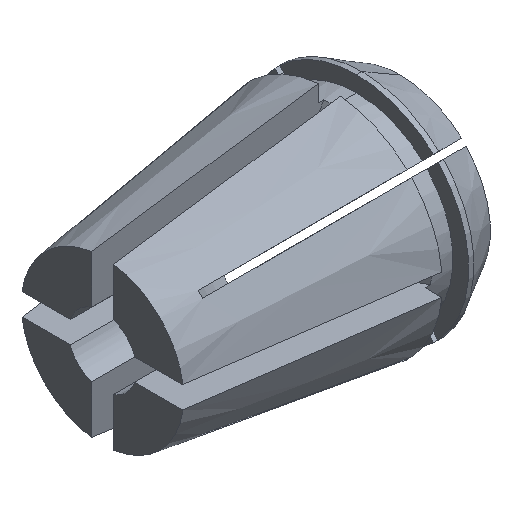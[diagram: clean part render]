
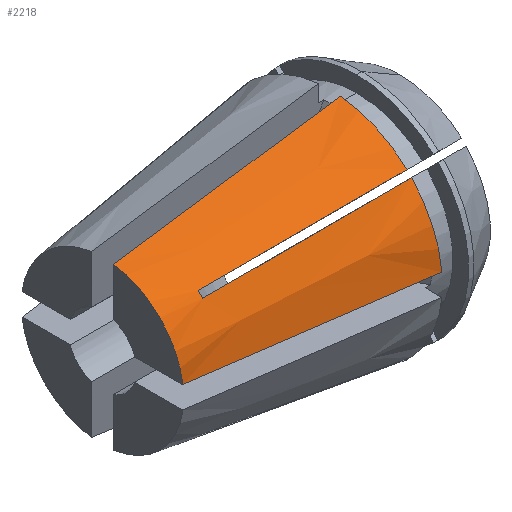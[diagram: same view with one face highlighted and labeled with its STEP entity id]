
A CAD part, isometric view. The second image highlights one B-rep face of the part: STEP entity #2218.
In plain terms, the highlighted conical face has half-angle 8 degrees and reference radius 12.908 mm.
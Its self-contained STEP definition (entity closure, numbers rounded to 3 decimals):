
#63 = CARTESIAN_POINT ( 'NONE',  ( 22.637, -8.534, 9.064 ) ) ;
#97 = CIRCLE ( 'NONE', #2980, 12.908 ) ;
#185 = CIRCLE ( 'NONE', #819, 9.268 ) ;
#239 = CARTESIAN_POINT ( 'NONE',  ( 19.375, -8.74, 8.209 ) ) ;
#240 = B_SPLINE_CURVE_WITH_KNOTS ( 'NONE', 3,
 ( #3196, #2872, #3149, #1581 ),
 .UNSPECIFIED., .F., .F.,
 ( 4, 4 ),
 ( 0.051, 0.077 ),
 .UNSPECIFIED. ) ;
#269 = EDGE_CURVE ( 'NONE', #1666, #2572, #524, .T. ) ;
#280 = EDGE_CURVE ( 'NONE', #345, #3048, #240, .T. ) ;
#299 = CARTESIAN_POINT ( 'NONE',  ( 0., -1.25, 9.183 ) ) ;
#345 = VERTEX_POINT ( 'NONE', #2257 ) ;
#376 = ORIENTED_EDGE ( 'NONE', *, *, #2339, .T. ) ;
#393 = CARTESIAN_POINT ( 'NONE',  ( 4.216, -7.232, 6.702 ) ) ;
#503 = EDGE_CURVE ( 'NONE', #1796, #2572, #1763, .T. ) ;
#505 = CARTESIAN_POINT ( 'NONE',  ( 25.9, -9.388, 8.858 ) ) ;
#524 = B_SPLINE_CURVE_WITH_KNOTS ( 'NONE', 3,
 ( #2624, #1113, #2089, #1042, #239, #769, #2352 ),
 .UNSPECIFIED., .F., .F.,
 ( 4, 3, 4 ),
 ( 0.004, 0.016, 0.026 ),
 .UNSPECIFIED. ) ;
#704 = DIRECTION ( 'NONE',  ( -1., 0., 0. ) ) ;
#769 = CARTESIAN_POINT ( 'NONE',  ( 22.637, -9.064, 8.534 ) ) ;
#819 = AXIS2_PLACEMENT_3D ( 'NONE', #1103, #3201, #3202 ) ;
#847 = FACE_OUTER_BOUND ( 'NONE', #2290, .T. ) ;
#855 = CARTESIAN_POINT ( 'NONE',  ( 8.181, -7.096, 7.627 ) ) ;
#922 = CARTESIAN_POINT ( 'NONE',  ( 4.208, -7.062, 6.885 ) ) ;
#963 = DIRECTION ( 'NONE',  ( 0., 0., 1. ) ) ;
#1013 = CARTESIAN_POINT ( 'NONE',  ( 0., -9.183, 1.25 ) ) ;
#1042 = CARTESIAN_POINT ( 'NONE',  ( 16.112, -8.415, 7.885 ) ) ;
#1103 = CARTESIAN_POINT ( 'NONE',  ( 0., 0., 0. ) ) ;
#1113 = CARTESIAN_POINT ( 'NONE',  ( 8.181, -7.627, 7.096 ) ) ;
#1117 = AXIS2_PLACEMENT_3D ( 'NONE', #1598, #2903, #3165 ) ;
#1240 = ORIENTED_EDGE ( 'NONE', *, *, #2919, .T. ) ;
#1320 = CARTESIAN_POINT ( 'NONE',  ( 17.266, -11.628, 1.25 ) ) ;
#1388 = CARTESIAN_POINT ( 'NONE',  ( 12.146, -7.491, 8.021 ) ) ;
#1416 = VERTEX_POINT ( 'NONE', #2291 ) ;
#1464 = CARTESIAN_POINT ( 'NONE',  ( 4.216, -6.702, 7.232 ) ) ;
#1474 = CONICAL_SURFACE ( 'NONE', #1117, 12.908, 0.14 ) ;
#1524 = DIRECTION ( 'NONE',  ( -1., 0., 0. ) ) ;
#1545 = B_SPLINE_CURVE_WITH_KNOTS ( 'NONE', 3,
 ( #393, #922, #3033, #1464 ),
 .UNSPECIFIED., .F., .F.,
 ( 4, 4 ),
 ( 0.008, 0.009 ),
 .UNSPECIFIED. ) ;
#1581 = CARTESIAN_POINT ( 'NONE',  ( 0., -1.25, 9.183 ) ) ;
#1586 = CARTESIAN_POINT ( 'NONE',  ( 8.633, -10.407, 1.25 ) ) ;
#1598 = CARTESIAN_POINT ( 'NONE',  ( 25.9, 0., 0. ) ) ;
#1653 = CARTESIAN_POINT ( 'NONE',  ( 19.375, -8.209, 8.74 ) ) ;
#1666 = VERTEX_POINT ( 'NONE', #2805 ) ;
#1727 = CARTESIAN_POINT ( 'NONE',  ( 4.216, -6.702, 7.232 ) ) ;
#1731 = B_SPLINE_CURVE_WITH_KNOTS ( 'NONE', 3,
 ( #2895, #1320, #1586, #3415 ),
 .UNSPECIFIED., .F., .F.,
 ( 4, 4 ),
 ( 0.051, 0.077 ),
 .UNSPECIFIED. ) ;
#1735 = ORIENTED_EDGE ( 'NONE', *, *, #3219, .T. ) ;
#1763 = CIRCLE ( 'NONE', #2869, 12.908 ) ;
#1796 = VERTEX_POINT ( 'NONE', #2461 ) ;
#1907 = CARTESIAN_POINT ( 'NONE',  ( 25.9, -8.858, 9.388 ) ) ;
#1988 = EDGE_CURVE ( 'NONE', #2447, #3048, #185, .T. ) ;
#2016 = CARTESIAN_POINT ( 'NONE',  ( 25.9, 0., 0. ) ) ;
#2087 = VERTEX_POINT ( 'NONE', #1727 ) ;
#2089 = CARTESIAN_POINT ( 'NONE',  ( 12.146, -8.021, 7.491 ) ) ;
#2218 = ADVANCED_FACE ( 'NONE', ( #847 ), #1474, .T. ) ;
#2239 = ORIENTED_EDGE ( 'NONE', *, *, #269, .F. ) ;
#2257 = CARTESIAN_POINT ( 'NONE',  ( 25.9, -1.25, 12.847 ) ) ;
#2290 = EDGE_LOOP ( 'NONE', ( #1735, #2582, #3221, #3340, #3061, #2239, #1240, #376 ) ) ;
#2291 = CARTESIAN_POINT ( 'NONE',  ( 25.9, -8.858, 9.388 ) ) ;
#2339 = EDGE_CURVE ( 'NONE', #2087, #1416, #2873, .T. ) ;
#2352 = CARTESIAN_POINT ( 'NONE',  ( 25.9, -9.388, 8.858 ) ) ;
#2447 = VERTEX_POINT ( 'NONE', #1013 ) ;
#2461 = CARTESIAN_POINT ( 'NONE',  ( 25.9, -12.847, 1.25 ) ) ;
#2572 = VERTEX_POINT ( 'NONE', #505 ) ;
#2582 = ORIENTED_EDGE ( 'NONE', *, *, #280, .T. ) ;
#2591 = EDGE_CURVE ( 'NONE', #1796, #2447, #1731, .T. ) ;
#2624 = CARTESIAN_POINT ( 'NONE',  ( 4.216, -7.232, 6.702 ) ) ;
#2706 = CARTESIAN_POINT ( 'NONE',  ( 4.216, -6.702, 7.232 ) ) ;
#2805 = CARTESIAN_POINT ( 'NONE',  ( 4.216, -7.232, 6.702 ) ) ;
#2869 = AXIS2_PLACEMENT_3D ( 'NONE', #2016, #704, #963 ) ;
#2872 = CARTESIAN_POINT ( 'NONE',  ( 17.266, -1.25, 11.628 ) ) ;
#2873 = B_SPLINE_CURVE_WITH_KNOTS ( 'NONE', 3,
 ( #2706, #855, #1388, #3220, #1653, #63, #1907 ),
 .UNSPECIFIED., .F., .F.,
 ( 4, 3, 4 ),
 ( 0.004, 0.016, 0.026 ),
 .UNSPECIFIED. ) ;
#2895 = CARTESIAN_POINT ( 'NONE',  ( 25.9, -12.847, 1.25 ) ) ;
#2903 = DIRECTION ( 'NONE',  ( 1., 0., 0. ) ) ;
#2919 = EDGE_CURVE ( 'NONE', #1666, #2087, #1545, .T. ) ;
#2980 = AXIS2_PLACEMENT_3D ( 'NONE', #3094, #1524, #3351 ) ;
#3033 = CARTESIAN_POINT ( 'NONE',  ( 4.208, -6.885, 7.061 ) ) ;
#3048 = VERTEX_POINT ( 'NONE', #299 ) ;
#3061 = ORIENTED_EDGE ( 'NONE', *, *, #503, .T. ) ;
#3094 = CARTESIAN_POINT ( 'NONE',  ( 25.9, 0., 0. ) ) ;
#3149 = CARTESIAN_POINT ( 'NONE',  ( 8.633, -1.25, 10.407 ) ) ;
#3165 = DIRECTION ( 'NONE',  ( 0., 0., -1. ) ) ;
#3196 = CARTESIAN_POINT ( 'NONE',  ( 25.9, -1.25, 12.847 ) ) ;
#3201 = DIRECTION ( 'NONE',  ( -1., 0., 0. ) ) ;
#3202 = DIRECTION ( 'NONE',  ( 0., 0., 1. ) ) ;
#3219 = EDGE_CURVE ( 'NONE', #1416, #345, #97, .T. ) ;
#3220 = CARTESIAN_POINT ( 'NONE',  ( 16.112, -7.885, 8.415 ) ) ;
#3221 = ORIENTED_EDGE ( 'NONE', *, *, #1988, .F. ) ;
#3340 = ORIENTED_EDGE ( 'NONE', *, *, #2591, .F. ) ;
#3351 = DIRECTION ( 'NONE',  ( 0., 0., 1. ) ) ;
#3415 = CARTESIAN_POINT ( 'NONE',  ( 0., -9.183, 1.25 ) ) ;
